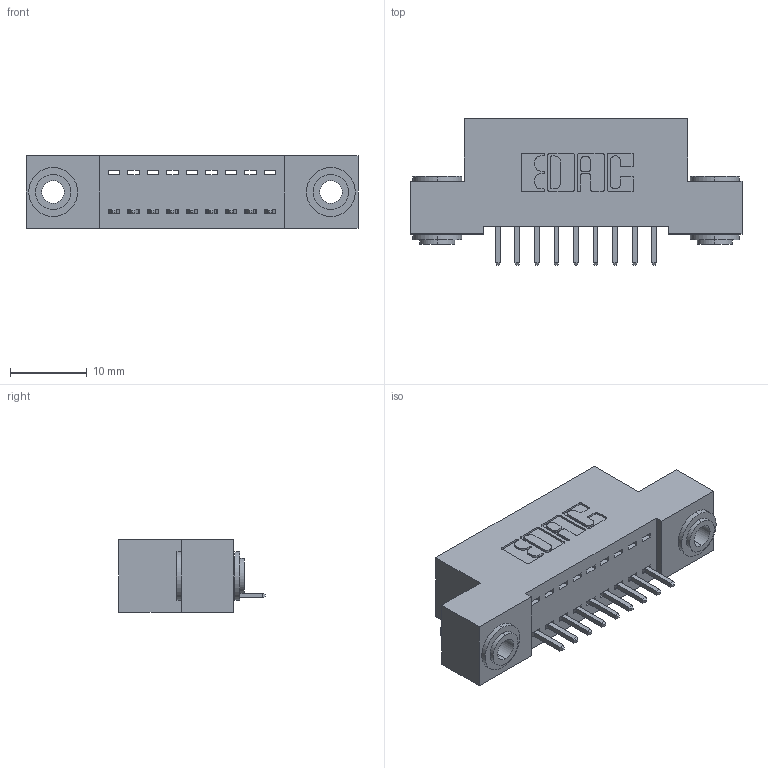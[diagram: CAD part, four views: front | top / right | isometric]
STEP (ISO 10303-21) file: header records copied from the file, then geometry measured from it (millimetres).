
FILE_DESCRIPTION (( 'STEP AP203' ), '1' );
FILE_NAME ('342-009-521-103.STEP', '2019-10-01T13:23:35', ( '' ), ( '' ), 'SwSTEP 2.0', 'SolidWorks 2016', '' );
FILE_SCHEMA (( 'CONFIG_CONTROL_DESIGN' ));
Length unit declared in the file: inch
Products named in the file (4): 342-250-002_345-250-002-102; 342-009-521-103; 342 Part_.156 TH; 345-292-001_345-293-121
Assembly tree (12 placements, depth 2):
  342-009-521-103
    342 Part_.156 TH
    345-292-001_345-293-121  x9
    342-250-002_345-250-002-102  x2
Bounding box: 43.18 x 19.06 x 9.4 mm (x, y, z)
Volume: 3661.7 mm3; surface area: 4888.7 mm2
Topology: 12 solids, 12 shells, 670 faces, 1959 edges, 1290 vertices
Faces by surface type: plane 454, cylinder 208, cone 8
Entity records: 10306 total; most frequent: CARTESIAN_POINT 1760, ORIENTED_EDGE 1698, DIRECTION 1585, EDGE_CURVE 849, VECTOR 697, LINE 697, VERTEX_POINT 562, AXIS2_PLACEMENT_3D 444
